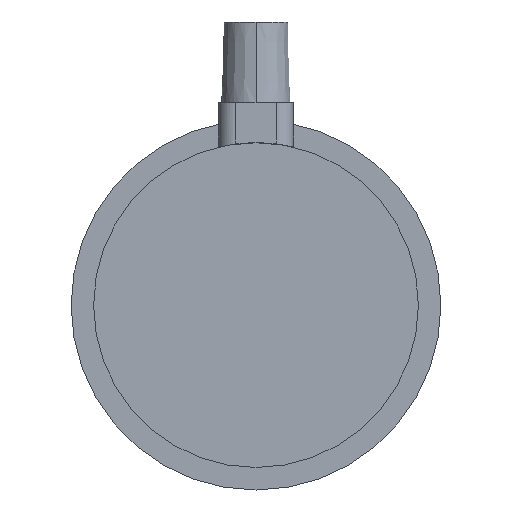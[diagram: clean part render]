
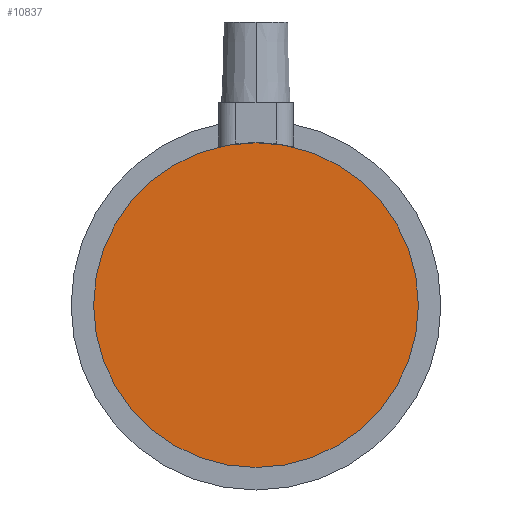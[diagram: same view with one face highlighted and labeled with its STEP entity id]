
A CAD part, front view. The second image highlights one B-rep face of the part: STEP entity #10837.
In plain terms, the highlighted planar face has unit normal (0, -1, 0).
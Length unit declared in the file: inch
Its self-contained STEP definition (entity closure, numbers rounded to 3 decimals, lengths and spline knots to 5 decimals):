
#208 = FACE_OUTER_BOUND ( 'NONE', #19660, .T. ) ;
#685 = CARTESIAN_POINT ( 'NONE',  ( 0., 0., 0. ) ) ;
#686 = PLANE ( 'NONE',  #26553 ) ;
#688 = DIRECTION ( 'NONE',  ( 0., 1., 0. ) ) ;
#689 = DIRECTION ( 'NONE',  ( 0., 0., 1. ) ) ;
#9206 = AXIS2_PLACEMENT_3D ( 'NONE', #14587, #14589, #14591 ) ;
#9242 = AXIS2_PLACEMENT_3D ( 'NONE', #30598, #30599, #30600 ) ;
#10837 = ADVANCED_FACE ( 'NONE', ( #208 ), #686, .F. ) ;
#11272 = CIRCLE ( 'NONE', #9206, 1.19 ) ;
#11900 = CARTESIAN_POINT ( 'NONE',  ( 0., 0., 1.19 ) ) ;
#11901 = CARTESIAN_POINT ( 'NONE',  ( 0., 0., -1.19 ) ) ;
#13232 = VERTEX_POINT ( 'NONE', #11900 ) ;
#13235 = VERTEX_POINT ( 'NONE', #11901 ) ;
#14587 = CARTESIAN_POINT ( 'NONE',  ( 0., 0., 0. ) ) ;
#14589 = DIRECTION ( 'NONE',  ( 0., 1., 0. ) ) ;
#14591 = DIRECTION ( 'NONE',  ( 0., 0., 1. ) ) ;
#14680 = ORIENTED_EDGE ( 'NONE', *, *, #15480, .F. ) ;
#14683 = ORIENTED_EDGE ( 'NONE', *, *, #20336, .F. ) ;
#15480 = EDGE_CURVE ( 'NONE', #13235, #13232, #11272, .T. ) ;
#19660 = EDGE_LOOP ( 'NONE', ( #14680, #14683 ) ) ;
#20336 = EDGE_CURVE ( 'NONE', #13232, #13235, #24338, .T. ) ;
#24338 = CIRCLE ( 'NONE', #9242, 1.19 ) ;
#26553 = AXIS2_PLACEMENT_3D ( 'NONE', #685, #688, #689 ) ;
#30598 = CARTESIAN_POINT ( 'NONE',  ( 0., 0., 0. ) ) ;
#30599 = DIRECTION ( 'NONE',  ( 0., 1., 0. ) ) ;
#30600 = DIRECTION ( 'NONE',  ( 0., 0., 1. ) ) ;
